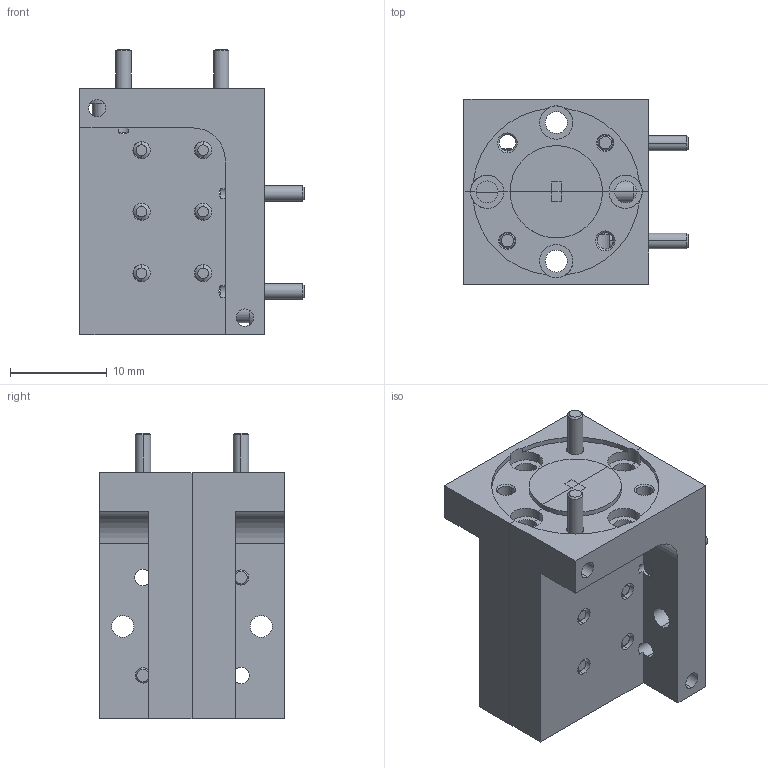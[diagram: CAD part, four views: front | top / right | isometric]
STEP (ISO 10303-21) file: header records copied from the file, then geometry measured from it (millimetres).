
FILE_DESCRIPTION (( 'STEP AP203' ), '1' );
FILE_NAME ('SFP-08215-S2.STEP', '2018-08-23T22:17:29', ( '' ), ( '' ), 'SwSTEP 2.0', 'SolidWorks 2016', '' );
FILE_SCHEMA (( 'CONFIG_CONTROL_DESIGN' ));
Length unit declared in the file: inch
Products named in the file (1): SFP-08215-S2
Bounding box: 23.11 x 19.05 x 29.46 mm (x, y, z)
Surface area: 3709.6 mm2 (no closed solid volume)
Topology: 0 solids, 18 shells, 289 faces, 803 edges, 525 vertices
Faces by surface type: cylinder 100, plane 97, cone 91, bspline 1
Entity records: 10310 total; most frequent: CARTESIAN_POINT 2789, DIRECTION 1670, ORIENTED_EDGE 1363, EDGE_CURVE 803, AXIS2_PLACEMENT_3D 642, VERTEX_POINT 525, LINE 386, VECTOR 386
